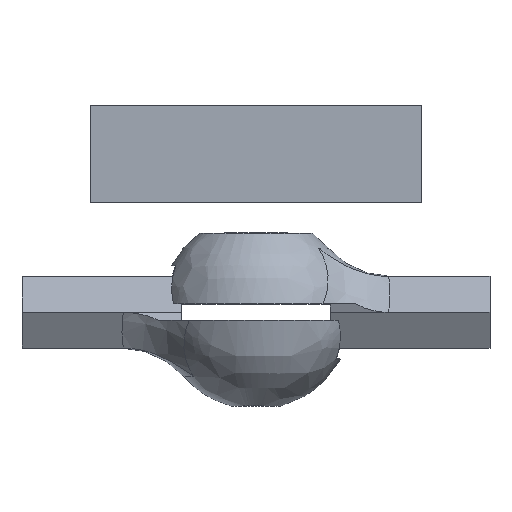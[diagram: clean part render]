
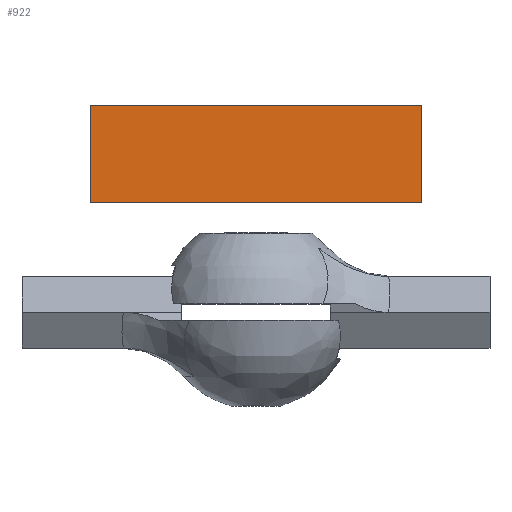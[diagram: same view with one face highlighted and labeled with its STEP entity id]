
A CAD part, top view. The second image highlights one B-rep face of the part: STEP entity #922.
In plain terms, the highlighted planar face has unit normal (0, 0, 1).
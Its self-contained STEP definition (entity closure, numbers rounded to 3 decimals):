
#86=FACE_OUTER_BOUND('',#138,.T.);
#138=EDGE_LOOP('',(#827,#828,#829,#830));
#211=LINE('',#1921,#290);
#219=LINE('',#1936,#298);
#220=LINE('',#1938,#299);
#221=LINE('',#1939,#300);
#290=VECTOR('',#1130,10.);
#298=VECTOR('',#1142,10.);
#299=VECTOR('',#1145,10.);
#300=VECTOR('',#1146,10.);
#434=VERTEX_POINT('',#1917);
#436=VERTEX_POINT('',#1920);
#440=VERTEX_POINT('',#1932);
#441=VERTEX_POINT('',#1934);
#564=EDGE_CURVE('',#434,#436,#211,.T.);
#572=EDGE_CURVE('',#440,#441,#219,.T.);
#573=EDGE_CURVE('',#440,#434,#220,.T.);
#574=EDGE_CURVE('',#436,#441,#221,.T.);
#827=ORIENTED_EDGE('',*,*,#573,.F.);
#828=ORIENTED_EDGE('',*,*,#572,.T.);
#829=ORIENTED_EDGE('',*,*,#574,.F.);
#830=ORIENTED_EDGE('',*,*,#564,.F.);
#874=PLANE('',#981);
#922=ADVANCED_FACE('',(#86),#874,.T.);
#981=AXIS2_PLACEMENT_3D('',#1937,#1143,#1144);
#1130=DIRECTION('',(0.,1.,0.));
#1142=DIRECTION('',(0.,1.,0.));
#1143=DIRECTION('center_axis',(0.,0.,1.));
#1144=DIRECTION('ref_axis',(1.,0.,0.));
#1145=DIRECTION('',(-1.,0.,0.));
#1146=DIRECTION('',(1.,0.,0.));
#1917=CARTESIAN_POINT('',(-6.,4.,2.));
#1920=CARTESIAN_POINT('',(-6.,7.5,2.));
#1921=CARTESIAN_POINT('',(-6.,4.,2.));
#1932=CARTESIAN_POINT('',(6.,4.,2.));
#1934=CARTESIAN_POINT('',(6.,7.5,2.));
#1936=CARTESIAN_POINT('',(6.,4.,2.));
#1937=CARTESIAN_POINT('Origin',(-6.,4.,2.));
#1938=CARTESIAN_POINT('',(6.,4.,2.));
#1939=CARTESIAN_POINT('',(6.,7.5,2.));
